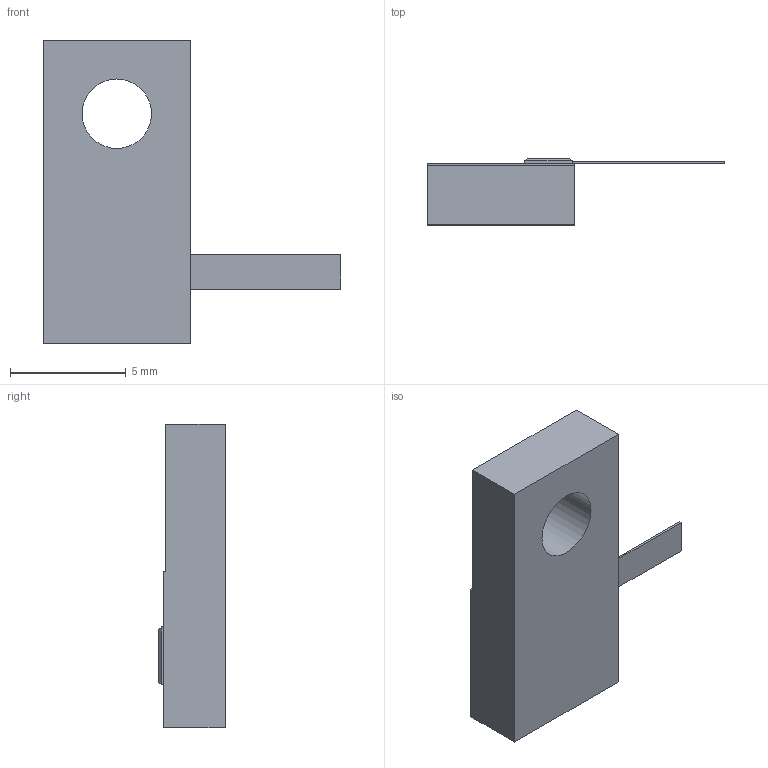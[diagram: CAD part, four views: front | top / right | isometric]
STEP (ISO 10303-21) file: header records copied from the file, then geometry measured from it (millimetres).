
FILE_DESCRIPTION((''),'2;1');
FILE_NAME('CHF5225XNF','2012-08-21T',('ryans'),('Bourns, Inc.'),'PRO/ENGINEER BY PARAMETRIC TECHNOLOGY CORPORATION, 2010100','PRO/ENGINEER BY PARAMETRIC TECHNOLOGY CORPORATION, 2010100','');
FILE_SCHEMA(('CONFIG_CONTROL_DESIGN'));
Length unit declared in the file: millimetre
Products named in the file (1): CHF5225XNF
Bounding box: 12.85 x 2.87 x 13.1 mm (x, y, z)
Volume: 201.9 mm3; surface area: 301.1 mm2
Topology: 1 solids, 1 shells, 25 faces, 61 edges, 38 vertices
Faces by surface type: plane 23, cylinder 2
Entity records: 757 total; most frequent: CARTESIAN_POINT 124, ORIENTED_EDGE 122, DIRECTION 115, EDGE_CURVE 61, VECTOR 57, LINE 57, VERTEX_POINT 38, AXIS2_PLACEMENT_3D 29
